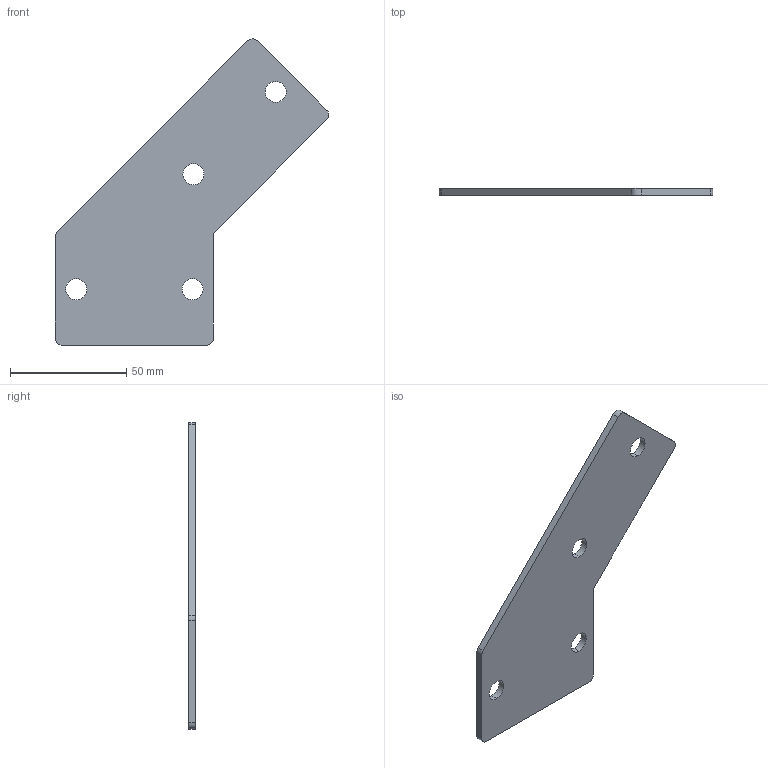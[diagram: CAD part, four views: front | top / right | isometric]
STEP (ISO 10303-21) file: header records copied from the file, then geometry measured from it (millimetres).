
FILE_DESCRIPTION(('Creo Elements/Direct Modeling STEP Export'),'2;1');
FILE_NAME('55.0180.1_Winkelplatte-MMS-55_3mm-chem-vernickelt-45°.stp','2022-03-21T 8:06:56',(''),(''),'PTC Creo Elements/Direct Modeling STEP processor for AP214 (Solid Model)','PTC Creo Elements/Direct Modeling 19.0C 15-Aug-2015 (C) Parametric Technology GmbH','');
FILE_SCHEMA(('AUTOMOTIVE_DESIGN { 1 0 10303 214 1 1 1 1 }'));
Length unit declared in the file: millimetre
Products named in the file (2): Winkelplatte-MMS-55_3mm-chem-vernickelt-45°_55.0180.1_PX176148
Assembly tree (1 placements, depth 2):
  Winkelplatte-MMS-55_3mm-chem-vernickelt-45°_55.0180.1_PX176148
    Winkelplatte-MMS-55_3mm-chem-vernickelt-45°_55.0180.1_PX176148
Bounding box: 117.54 x 3 x 131.6 mm (x, y, z)
Volume: 22828.9 mm3; surface area: 16754.5 mm2
Topology: 1 solids, 1 shells, 21 faces, 57 edges, 38 vertices
Faces by surface type: cylinder 13, plane 8
Entity records: 698 total; most frequent: ORIENTED_EDGE 114, DIRECTION 113, CARTESIAN_POINT 110, EDGE_CURVE 57, AXIS2_PLACEMENT_3D 41, VERTEX_POINT 38, VECTOR 31, LINE 31
